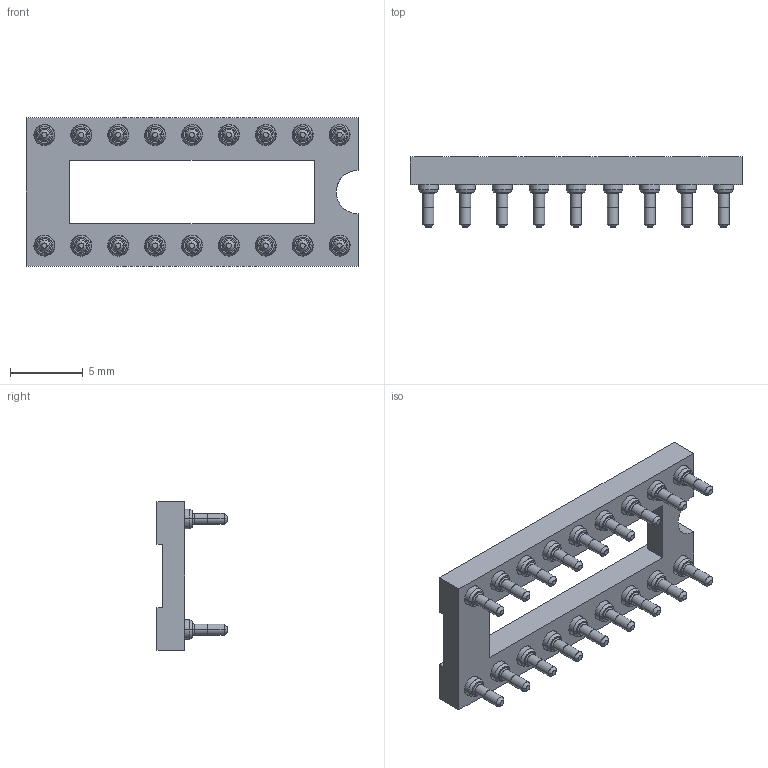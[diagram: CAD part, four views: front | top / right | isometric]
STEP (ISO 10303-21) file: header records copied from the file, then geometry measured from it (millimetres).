
FILE_DESCRIPTION( ('This file contains a STEP AP42 implementation' ,'as created by ZW3D STEP Interface translator.') ,'2;1' );
FILE_NAME( '7110-191XXSXX048X1.stp' ,'231219. 85054', (''), ('ZWCAD Software Co.'), 'Version 1.0', 'ZW3D to STEP translator', '' );
FILE_SCHEMA(('AUTOMOTIVE_DESIGN { 1 0 10303 214 1 1 1 1 }'));
Length unit declared in the file: millimetre
Products named in the file (2): 0; 7110-19118SXX048X1
Bounding box: 22.86 x 4.82 x 10.2 mm (x, y, z)
Volume: 273 mm3; surface area: 1149.2 mm2
Topology: 1 solids, 19 shells, 1330 faces, 3375 edges, 2118 vertices
Faces by surface type: bspline 540, plane 374, cone 342, cylinder 74
Entity records: 74480 total; most frequent: CARTESIAN_POINT 49263, ORIENTED_EDGE 6894, EDGE_CURVE 3375, B_SPLINE_CURVE_WITH_KNOTS 2835, VERTEX_POINT 2118, DIRECTION 2014, EDGE_LOOP 1547, FACE_OUTER_BOUND 1330
